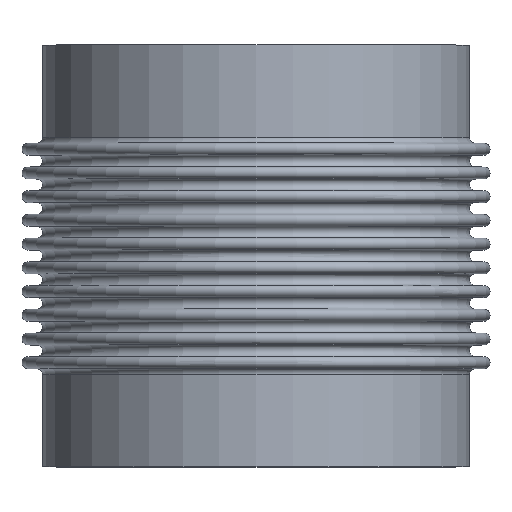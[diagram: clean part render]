
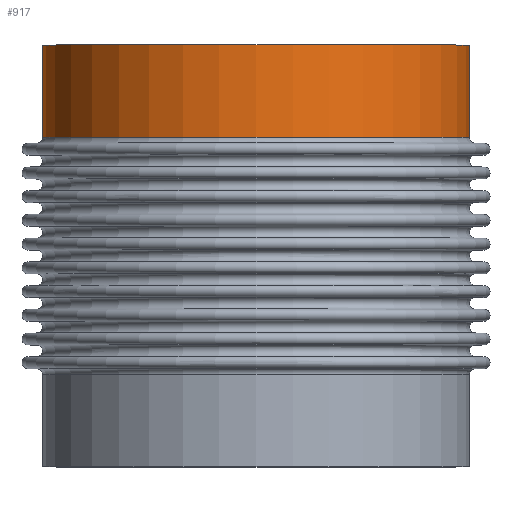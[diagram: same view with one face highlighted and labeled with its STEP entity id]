
A CAD part, top view. The second image highlights one B-rep face of the part: STEP entity #917.
In plain terms, the highlighted cylindrical face has radius 162 mm (diameter 324 mm), a full revolution.
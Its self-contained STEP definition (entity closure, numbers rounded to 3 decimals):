
#58=CYLINDRICAL_SURFACE('',#1012,162.);
#63=FACE_BOUND('',#246,.T.);
#153=FACE_OUTER_BOUND('',#245,.T.);
#245=EDGE_LOOP('',(#695));
#246=EDGE_LOOP('',(#696));
#424=CIRCLE('',#1013,162.);
#425=CIRCLE('',#1014,162.);
#514=VERTEX_POINT('',#1559);
#515=VERTEX_POINT('',#1561);
#604=EDGE_CURVE('',#514,#514,#424,.T.);
#605=EDGE_CURVE('',#515,#515,#425,.T.);
#695=ORIENTED_EDGE('',*,*,#604,.F.);
#696=ORIENTED_EDGE('',*,*,#605,.T.);
#917=ADVANCED_FACE('',(#153,#63),#58,.T.);
#1012=AXIS2_PLACEMENT_3D('',#1558,#1199,#1200);
#1013=AXIS2_PLACEMENT_3D('',#1560,#1201,#1202);
#1014=AXIS2_PLACEMENT_3D('',#1562,#1203,#1204);
#1199=DIRECTION('center_axis',(0.,1.,0.));
#1200=DIRECTION('ref_axis',(-1.,0.,0.));
#1201=DIRECTION('center_axis',(0.,1.,0.));
#1202=DIRECTION('ref_axis',(-1.,0.,0.));
#1203=DIRECTION('center_axis',(0.,1.,0.));
#1204=DIRECTION('ref_axis',(1.,0.,0.));
#1558=CARTESIAN_POINT('Origin',(0.,300.308,0.));
#1559=CARTESIAN_POINT('',(162.,370.308,0.));
#1560=CARTESIAN_POINT('Origin',(0.,370.308,0.));
#1561=CARTESIAN_POINT('',(-162.,300.308,0.));
#1562=CARTESIAN_POINT('Origin',(0.,300.308,0.));
